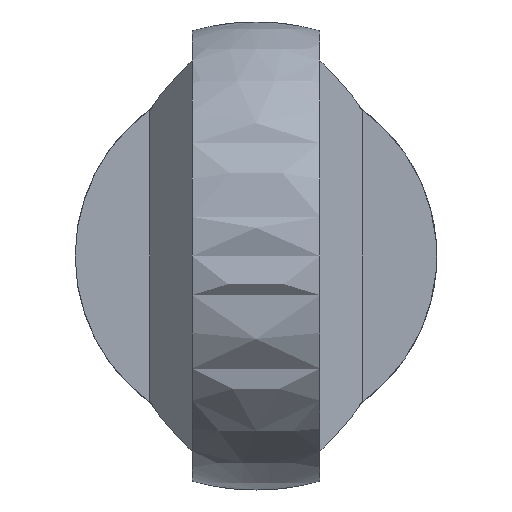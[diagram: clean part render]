
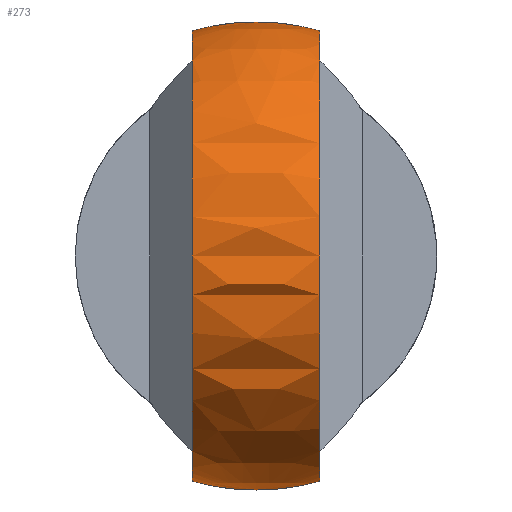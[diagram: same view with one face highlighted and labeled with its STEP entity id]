
A CAD part, left-side view. The second image highlights one B-rep face of the part: STEP entity #273.
In plain terms, the highlighted spherical face has radius 5.5 mm.
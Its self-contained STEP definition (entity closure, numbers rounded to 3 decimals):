
#15=SPHERICAL_SURFACE('',#313,5.5);
#60=FACE_BOUND('',#103,.T.);
#103=EDGE_LOOP('',(#233,#234,#235,#236));
#112=CIRCLE('',#291,5.292);
#118=CIRCLE('',#305,5.292);
#121=CIRCLE('',#310,5.5);
#123=CIRCLE('',#314,5.5);
#135=VERTEX_POINT('',#439);
#136=VERTEX_POINT('',#441);
#147=VERTEX_POINT('',#475);
#148=VERTEX_POINT('',#477);
#160=EDGE_CURVE('',#136,#135,#112,.T.);
#174=EDGE_CURVE('',#148,#147,#118,.T.);
#179=EDGE_CURVE('',#148,#135,#121,.T.);
#181=EDGE_CURVE('',#136,#147,#123,.T.);
#233=ORIENTED_EDGE('',*,*,#174,.T.);
#234=ORIENTED_EDGE('',*,*,#181,.F.);
#235=ORIENTED_EDGE('',*,*,#160,.T.);
#236=ORIENTED_EDGE('',*,*,#179,.F.);
#273=ADVANCED_FACE('',(#60),#15,.T.);
#291=AXIS2_PLACEMENT_3D('',#442,#349,#350);
#305=AXIS2_PLACEMENT_3D('',#478,#381,#382);
#310=AXIS2_PLACEMENT_3D('',#488,#392,#393);
#313=AXIS2_PLACEMENT_3D('',#491,#398,#399);
#314=AXIS2_PLACEMENT_3D('',#492,#400,#401);
#349=DIRECTION('center_axis',(0.,-1.,0.));
#350=DIRECTION('ref_axis',(0.,0.,1.));
#381=DIRECTION('center_axis',(0.,1.,0.));
#382=DIRECTION('ref_axis',(0.,0.,-1.));
#392=DIRECTION('center_axis',(1.,0.,0.));
#393=DIRECTION('ref_axis',(0.,1.,0.));
#398=DIRECTION('center_axis',(0.,0.,1.));
#399=DIRECTION('ref_axis',(1.,0.,0.));
#400=DIRECTION('center_axis',(1.,0.,0.));
#401=DIRECTION('ref_axis',(0.,1.,0.));
#439=CARTESIAN_POINT('',(-16.,1.5,-5.292));
#441=CARTESIAN_POINT('',(-16.,1.5,5.292));
#442=CARTESIAN_POINT('Origin',(-16.,1.5,0.));
#475=CARTESIAN_POINT('',(-16.,-1.5,5.292));
#477=CARTESIAN_POINT('',(-16.,-1.5,-5.292));
#478=CARTESIAN_POINT('Origin',(-16.,-1.5,0.));
#488=CARTESIAN_POINT('Origin',(-16.,0.,0.));
#491=CARTESIAN_POINT('Origin',(-16.,0.,0.));
#492=CARTESIAN_POINT('Origin',(-16.,0.,0.));
